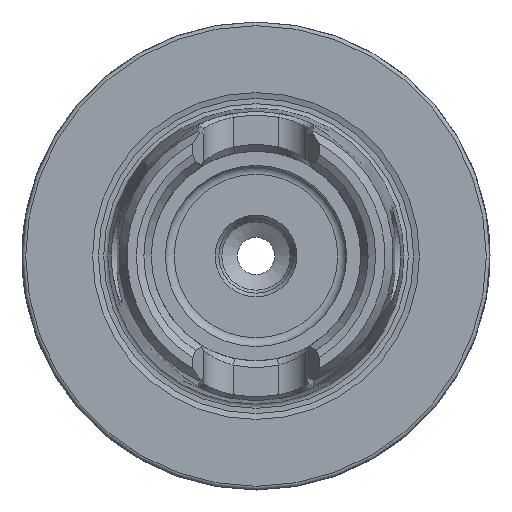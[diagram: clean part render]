
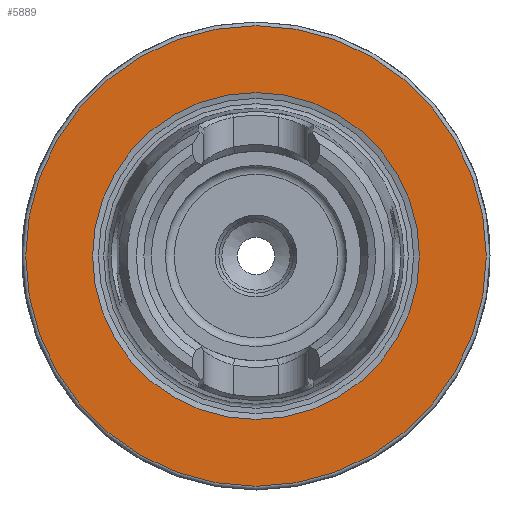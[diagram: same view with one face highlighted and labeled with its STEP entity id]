
A CAD part, left-side view. The second image highlights one B-rep face of the part: STEP entity #5889.
In plain terms, the highlighted planar face has unit normal (-1, 0, 0).
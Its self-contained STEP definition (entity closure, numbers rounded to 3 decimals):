
#5855=CARTESIAN_POINT('',(0.0,22.,0.0));
#5856=VERTEX_POINT('',#5855);
#5857=CARTESIAN_POINT('',(0.0,0.,0.0));
#5858=DIRECTION('',(1.0,0.0,0.0));
#5859=DIRECTION('',(0.0,1.0,0.0));
#5860=AXIS2_PLACEMENT_3D('',#5857,#5858,#5859);
#5861=CIRCLE('',#5860,22.);
#5862=EDGE_CURVE('',#5856,#5856,#5861,.T.);
#5870=CARTESIAN_POINT('',(0.0,26.5,0.0));
#5871=DIRECTION('',(-1.0,0.0,0.0));
#5872=DIRECTION('',(0.0,0.0,1.0));
#5873=AXIS2_PLACEMENT_3D('',#5870,#5871,#5872);
#5874=PLANE('',#5873);
#5875=CARTESIAN_POINT('',(0.0,31.,0.0));
#5876=VERTEX_POINT('',#5875);
#5877=CARTESIAN_POINT('',(0.0,0.,0.0));
#5878=DIRECTION('',(1.0,0.0,0.0));
#5879=DIRECTION('',(0.0,1.0,0.0));
#5880=AXIS2_PLACEMENT_3D('',#5877,#5878,#5879);
#5881=CIRCLE('',#5880,31.);
#5882=EDGE_CURVE('',#5876,#5876,#5881,.T.);
#5883=ORIENTED_EDGE('',*,*,#5882,.F.);
#5884=EDGE_LOOP('',(#5883));
#5885=FACE_OUTER_BOUND('',#5884,.T.);
#5886=ORIENTED_EDGE('',*,*,#5862,.T.);
#5887=EDGE_LOOP('',(#5886));
#5888=FACE_BOUND('',#5887,.T.);
#5889=ADVANCED_FACE('',(#5885,#5888),#5874,.T.);
